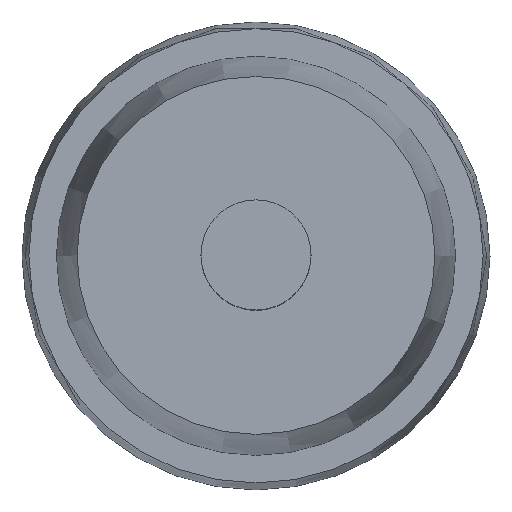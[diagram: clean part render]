
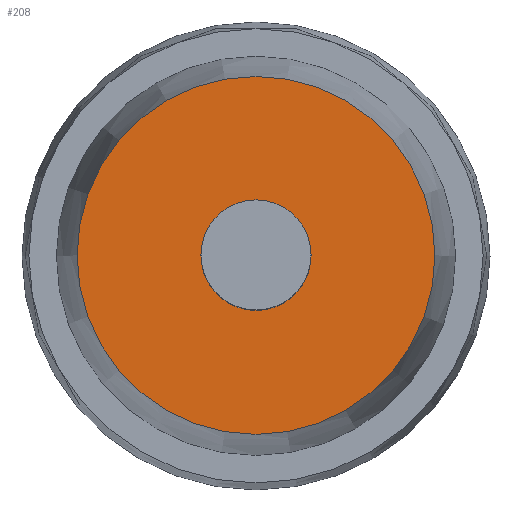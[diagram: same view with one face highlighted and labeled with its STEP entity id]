
A CAD part, top view. The second image highlights one B-rep face of the part: STEP entity #208.
In plain terms, the highlighted planar face has unit normal (0, 0, 1).
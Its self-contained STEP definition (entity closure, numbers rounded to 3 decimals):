
#23=PLANE('',#242);
#37=FACE_BOUND('',#86,.T.);
#56=FACE_OUTER_BOUND('',#85,.T.);
#85=EDGE_LOOP('',(#175));
#86=EDGE_LOOP('',(#176));
#111=CIRCLE('',#240,4.);
#112=CIRCLE('',#243,13.);
#129=VERTEX_POINT('',#366);
#130=VERTEX_POINT('',#370);
#147=EDGE_CURVE('',#129,#129,#111,.T.);
#148=EDGE_CURVE('',#130,#130,#112,.T.);
#175=ORIENTED_EDGE('',*,*,#148,.F.);
#176=ORIENTED_EDGE('',*,*,#147,.T.);
#208=ADVANCED_FACE('',(#56,#37),#23,.F.);
#240=AXIS2_PLACEMENT_3D('',#367,#302,#303);
#242=AXIS2_PLACEMENT_3D('',#369,#306,#307);
#243=AXIS2_PLACEMENT_3D('',#371,#308,#309);
#302=DIRECTION('center_axis',(0.,0.,-1.));
#303=DIRECTION('ref_axis',(-1.,0.,0.));
#306=DIRECTION('center_axis',(0.,0.,-1.));
#307=DIRECTION('ref_axis',(-1.,0.,0.));
#308=DIRECTION('center_axis',(0.,0.,-1.));
#309=DIRECTION('ref_axis',(-1.,0.,0.));
#366=CARTESIAN_POINT('',(4.,0.,25.));
#367=CARTESIAN_POINT('Origin',(0.,0.,25.));
#369=CARTESIAN_POINT('Origin',(0.,0.,25.));
#370=CARTESIAN_POINT('',(-13.,0.,25.));
#371=CARTESIAN_POINT('Origin',(0.,0.,25.));
